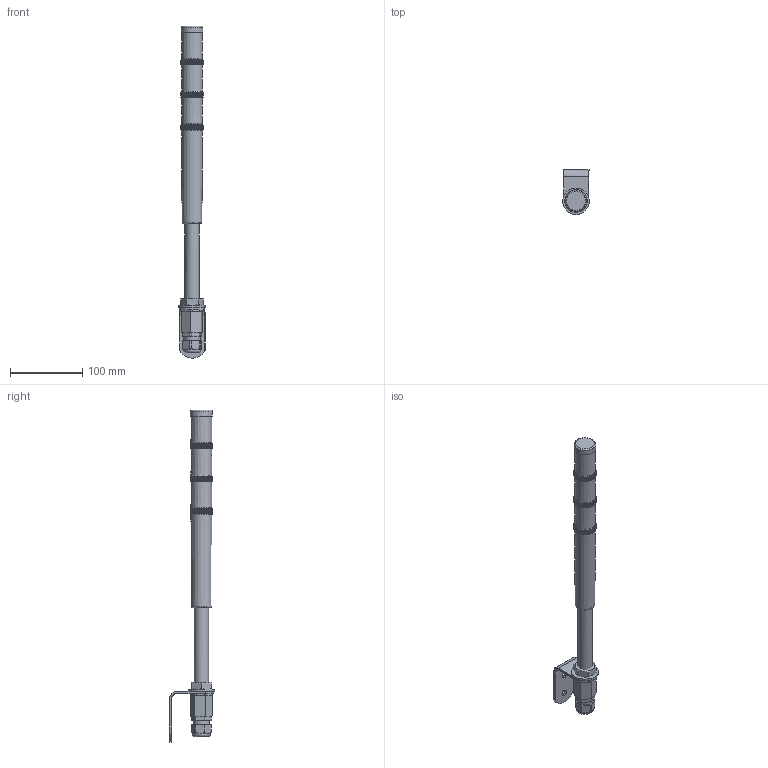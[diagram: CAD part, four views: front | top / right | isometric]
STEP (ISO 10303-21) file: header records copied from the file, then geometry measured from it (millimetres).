
FILE_DESCRIPTION(/* description */ (''),/* implementation_level */ '2;1');
FILE_NAME(/* name */ 'C30 3Module CSS.stp',/* time_stamp */ '2016-02-11T11:09:47+01:00',/* author */ (''),/* organization */ (''),/* preprocessor_version */ 'ST-DEVELOPER v11',/* originating_system */ 'SIEMENS PLM Software NX 7.5',/* authorisation */ '');
FILE_SCHEMA (('AUTOMOTIVE_DESIGN { 1 0 10303 214 1 1 1 1 }'));
Products named in the file (1): m.ne07D9dkq6
Bounding box: 36.66 x 62.53 x 459.47 mm (x, y, z)
Volume: 281492.3 mm3; surface area: 68777.7 mm2
Topology: 11 solids, 11 shells, 1828 faces, 5326 edges, 3536 vertices
Faces by surface type: plane 1168, cylinder 599, cone 52, bspline 6, torus 3
Full cylindrical faces by diameter (mm): 7 x1, 8.5 x2, 17.3 x1, 20 x8, 21.2 x1, 21.5 x1, 22.3 x1, 25 x1, 26.5 x1, 28.5 x6, 29.17 x1, 29.3 x3, 30.4 x1, 36.8 x1
Entity records: 64405 total; most frequent: CARTESIAN_POINT 21855, ORIENTED_EDGE 10500, DIRECTION 7863, EDGE_CURVE 5250, VERTEX_POINT 3509, AXIS2_PLACEMENT_3D 3051, EDGE_LOOP 1893, ADVANCED_FACE 1821
